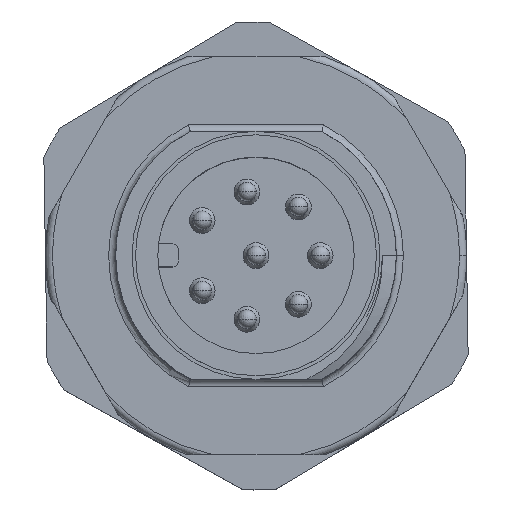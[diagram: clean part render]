
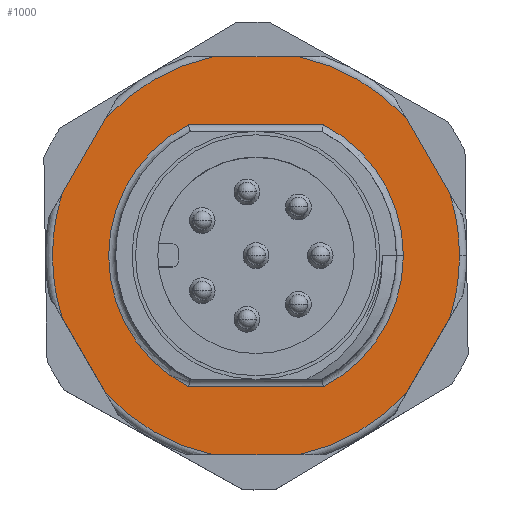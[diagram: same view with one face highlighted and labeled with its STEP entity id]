
A CAD part, top view. The second image highlights one B-rep face of the part: STEP entity #1000.
In plain terms, the highlighted planar face has unit normal (0, 0, 1).
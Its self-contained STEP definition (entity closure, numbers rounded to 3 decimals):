
#584=PLANE('',#7239);
#672=FACE_BOUND('',#1944,.T.);
#673=FACE_BOUND('',#1945,.T.);
#1000=ADVANCED_FACE('',(#672,#673),#584,.T.);
#1944=EDGE_LOOP('',(#3635,#3636,#3637,#3638,#3639,#3640,#3641,#3642,#3643,
#3644,#3645,#3646,#3647,#3648));
#1945=EDGE_LOOP('',(#3649,#3650,#3651,#3652,#3653,#3654));
#2322=CIRCLE('',#7093,6.3);
#2324=CIRCLE('',#7096,6.3);
#2374=CIRCLE('',#7216,8.7);
#2375=CIRCLE('',#7217,8.7);
#2381=CIRCLE('',#7231,8.7);
#2382=CIRCLE('',#7232,8.7);
#2383=CIRCLE('',#7233,8.7);
#2384=CIRCLE('',#7234,8.7);
#2385=CIRCLE('',#7235,8.7);
#2386=CIRCLE('',#7236,8.7);
#2387=CIRCLE('',#7237,6.3);
#2388=CIRCLE('',#7238,6.3);
#3635=ORIENTED_EDGE('',*,*,#5916,.T.);
#3636=ORIENTED_EDGE('',*,*,#5915,.F.);
#3637=ORIENTED_EDGE('',*,*,#5917,.T.);
#3638=ORIENTED_EDGE('',*,*,#5904,.T.);
#3639=ORIENTED_EDGE('',*,*,#5896,.T.);
#3640=ORIENTED_EDGE('',*,*,#5895,.T.);
#3641=ORIENTED_EDGE('',*,*,#5889,.T.);
#3642=ORIENTED_EDGE('',*,*,#5918,.T.);
#3643=ORIENTED_EDGE('',*,*,#5919,.F.);
#3644=ORIENTED_EDGE('',*,*,#5920,.T.);
#3645=ORIENTED_EDGE('',*,*,#5921,.T.);
#3646=ORIENTED_EDGE('',*,*,#5922,.T.);
#3647=ORIENTED_EDGE('',*,*,#5923,.T.);
#3648=ORIENTED_EDGE('',*,*,#5924,.T.);
#3649=ORIENTED_EDGE('',*,*,#5925,.T.);
#3650=ORIENTED_EDGE('',*,*,#5545,.F.);
#3651=ORIENTED_EDGE('',*,*,#5542,.T.);
#3652=ORIENTED_EDGE('',*,*,#5540,.T.);
#3653=ORIENTED_EDGE('',*,*,#5538,.F.);
#3654=ORIENTED_EDGE('',*,*,#5926,.T.);
#4833=VERTEX_POINT('',#10246);
#4834=VERTEX_POINT('',#10248);
#4835=VERTEX_POINT('',#10270);
#4836=VERTEX_POINT('',#10274);
#4838=VERTEX_POINT('',#10298);
#5059=VERTEX_POINT('',#16112);
#5060=VERTEX_POINT('',#16114);
#5064=VERTEX_POINT('',#16147);
#5065=VERTEX_POINT('',#16149);
#5069=VERTEX_POINT('',#16214);
#5073=VERTEX_POINT('',#16289);
#5076=VERTEX_POINT('',#16329);
#5077=VERTEX_POINT('',#16333);
#5078=VERTEX_POINT('',#16336);
#5079=VERTEX_POINT('',#16338);
#5080=VERTEX_POINT('',#16340);
#5081=VERTEX_POINT('',#16342);
#5082=VERTEX_POINT('',#16344);
#5083=VERTEX_POINT('',#16346);
#5084=VERTEX_POINT('',#16349);
#5538=EDGE_CURVE('',#4833,#4834,#6485,.T.);
#5540=EDGE_CURVE('',#4835,#4834,#2322,.T.);
#5542=EDGE_CURVE('',#4836,#4835,#2324,.T.);
#5545=EDGE_CURVE('',#4836,#4838,#6487,.T.);
#5889=EDGE_CURVE('',#5060,#5059,#6574,.T.);
#5895=EDGE_CURVE('',#5064,#5060,#2374,.T.);
#5896=EDGE_CURVE('',#5065,#5064,#2375,.T.);
#5904=EDGE_CURVE('',#5069,#5065,#6578,.T.);
#5915=EDGE_CURVE('',#5076,#5073,#6582,.T.);
#5916=EDGE_CURVE('',#5077,#5073,#2381,.T.);
#5917=EDGE_CURVE('',#5076,#5069,#2382,.T.);
#5918=EDGE_CURVE('',#5059,#5078,#2383,.T.);
#5919=EDGE_CURVE('',#5079,#5078,#6583,.T.);
#5920=EDGE_CURVE('',#5079,#5080,#2384,.T.);
#5921=EDGE_CURVE('',#5080,#5081,#6584,.T.);
#5922=EDGE_CURVE('',#5081,#5082,#2385,.T.);
#5923=EDGE_CURVE('',#5082,#5083,#2386,.T.);
#5924=EDGE_CURVE('',#5083,#5077,#6585,.T.);
#5925=EDGE_CURVE('',#5084,#4838,#2387,.T.);
#5926=EDGE_CURVE('',#4833,#5084,#2388,.T.);
#6485=LINE('',#10247,#6791);
#6487=LINE('',#10297,#6793);
#6574=LINE('',#16113,#6880);
#6578=LINE('',#16213,#6884);
#6582=LINE('',#16330,#6888);
#6583=LINE('',#16337,#6889);
#6584=LINE('',#16341,#6890);
#6585=LINE('',#16347,#6891);
#6791=VECTOR('',#7954,1.);
#6793=VECTOR('',#7968,1.);
#6880=VECTOR('',#8283,1.);
#6884=VECTOR('',#8313,1.);
#6888=VECTOR('',#8327,1.);
#6889=VECTOR('',#8336,1.);
#6890=VECTOR('',#8339,1.);
#6891=VECTOR('',#8344,1.);
#7093=AXIS2_PLACEMENT_3D('',#10269,#7957,#7958);
#7096=AXIS2_PLACEMENT_3D('',#10273,#7963,#7964);
#7216=AXIS2_PLACEMENT_3D('',#16146,#8294,#8295);
#7217=AXIS2_PLACEMENT_3D('',#16148,#8296,#8297);
#7231=AXIS2_PLACEMENT_3D('',#16332,#8330,#8331);
#7232=AXIS2_PLACEMENT_3D('',#16334,#8332,#8333);
#7233=AXIS2_PLACEMENT_3D('',#16335,#8334,#8335);
#7234=AXIS2_PLACEMENT_3D('',#16339,#8337,#8338);
#7235=AXIS2_PLACEMENT_3D('',#16343,#8340,#8341);
#7236=AXIS2_PLACEMENT_3D('',#16345,#8342,#8343);
#7237=AXIS2_PLACEMENT_3D('',#16348,#8345,#8346);
#7238=AXIS2_PLACEMENT_3D('',#16350,#8347,#8348);
#7239=AXIS2_PLACEMENT_3D('',#16351,#8349,#8350);
#7954=DIRECTION('',(1.,0.,0.));
#7957=DIRECTION('',(0.,0.,-1.));
#7958=DIRECTION('',(1.,0.,0.));
#7963=DIRECTION('',(0.,0.,-1.));
#7964=DIRECTION('',(0.458,0.889,0.));
#7968=DIRECTION('',(-1.,0.,0.));
#8283=DIRECTION('',(0.5,-0.866,0.));
#8294=DIRECTION('',(0.,0.,1.));
#8295=DIRECTION('',(-1.,0.,0.));
#8296=DIRECTION('',(0.,0.,1.));
#8297=DIRECTION('',(-0.953,0.304,0.));
#8313=DIRECTION('',(-0.5,-0.866,0.));
#8327=DIRECTION('',(1.,0.,0.));
#8330=DIRECTION('',(0.,0.,1.));
#8331=DIRECTION('',(0.74,0.673,0.));
#8332=DIRECTION('',(0.,0.,1.));
#8333=DIRECTION('',(-0.213,0.977,0.));
#8334=DIRECTION('',(0.,0.,1.));
#8335=DIRECTION('',(-0.74,-0.673,0.));
#8336=DIRECTION('',(-1.,0.,0.));
#8337=DIRECTION('',(0.,0.,1.));
#8338=DIRECTION('',(0.213,-0.977,0.));
#8339=DIRECTION('',(0.5,0.866,0.));
#8340=DIRECTION('',(0.,0.,1.));
#8341=DIRECTION('',(0.953,-0.304,0.));
#8342=DIRECTION('',(0.,0.,1.));
#8343=DIRECTION('',(1.,0.,0.));
#8344=DIRECTION('',(-0.5,0.866,0.));
#8345=DIRECTION('',(0.,0.,-1.));
#8346=DIRECTION('',(-1.,0.,0.));
#8347=DIRECTION('',(0.,0.,-1.));
#8348=DIRECTION('',(-0.458,-0.889,0.));
#8349=DIRECTION('',(0.,0.,1.));
#8350=DIRECTION('',(-1.,0.,0.));
#10246=CARTESIAN_POINT('',(-42.555,1.446,15.841));
#10247=CARTESIAN_POINT('',(-42.555,1.446,15.841));
#10248=CARTESIAN_POINT('',(-36.782,1.446,15.841));
#10269=CARTESIAN_POINT('',(-39.668,7.046,15.841));
#10270=CARTESIAN_POINT('',(-33.368,7.046,15.841));
#10273=CARTESIAN_POINT('',(-39.668,7.046,15.841));
#10274=CARTESIAN_POINT('',(-36.782,12.646,15.841));
#10297=CARTESIAN_POINT('',(-36.782,12.646,15.841));
#10298=CARTESIAN_POINT('',(-42.555,12.646,15.841));
#16112=CARTESIAN_POINT('',(-46.102,1.189,15.841));
#16113=CARTESIAN_POINT('',(-47.957,4.402,15.841));
#16114=CARTESIAN_POINT('',(-47.957,4.402,15.841));
#16146=CARTESIAN_POINT('',(-39.668,7.046,15.841));
#16147=CARTESIAN_POINT('',(-48.368,7.046,15.841));
#16148=CARTESIAN_POINT('',(-39.668,7.046,15.841));
#16149=CARTESIAN_POINT('',(-47.957,9.689,15.841));
#16213=CARTESIAN_POINT('',(-46.102,12.902,15.841));
#16214=CARTESIAN_POINT('',(-46.102,12.902,15.841));
#16289=CARTESIAN_POINT('',(-37.814,15.546,15.841));
#16329=CARTESIAN_POINT('',(-41.523,15.546,15.841));
#16330=CARTESIAN_POINT('',(-41.523,15.546,15.841));
#16332=CARTESIAN_POINT('',(-39.668,7.046,15.841));
#16333=CARTESIAN_POINT('',(-33.235,12.902,15.841));
#16334=CARTESIAN_POINT('',(-39.668,7.046,15.841));
#16335=CARTESIAN_POINT('',(-39.668,7.046,15.841));
#16336=CARTESIAN_POINT('',(-41.523,-1.454,15.841));
#16337=CARTESIAN_POINT('',(-37.814,-1.454,15.841));
#16338=CARTESIAN_POINT('',(-37.814,-1.454,15.841));
#16339=CARTESIAN_POINT('',(-39.668,7.046,15.841));
#16340=CARTESIAN_POINT('',(-33.235,1.189,15.841));
#16341=CARTESIAN_POINT('',(-33.235,1.189,15.841));
#16342=CARTESIAN_POINT('',(-31.38,4.402,15.841));
#16343=CARTESIAN_POINT('',(-39.668,7.046,15.841));
#16344=CARTESIAN_POINT('',(-30.968,7.046,15.841));
#16345=CARTESIAN_POINT('',(-39.668,7.046,15.841));
#16346=CARTESIAN_POINT('',(-31.38,9.689,15.841));
#16347=CARTESIAN_POINT('',(-31.38,9.689,15.841));
#16348=CARTESIAN_POINT('',(-39.668,7.046,15.841));
#16349=CARTESIAN_POINT('',(-45.968,7.046,15.841));
#16350=CARTESIAN_POINT('',(-39.668,7.046,15.841));
#16351=CARTESIAN_POINT('',(-39.668,7.046,15.841));
